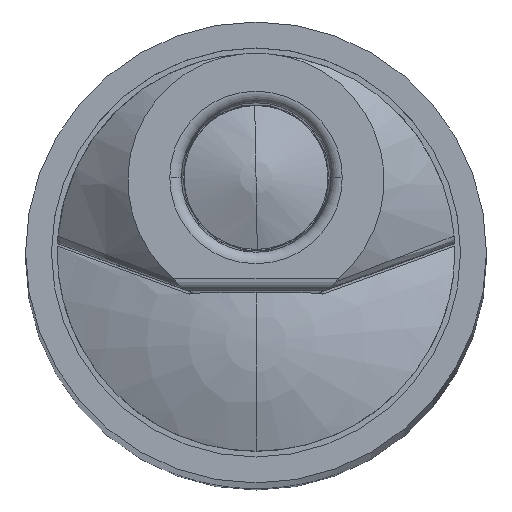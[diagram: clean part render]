
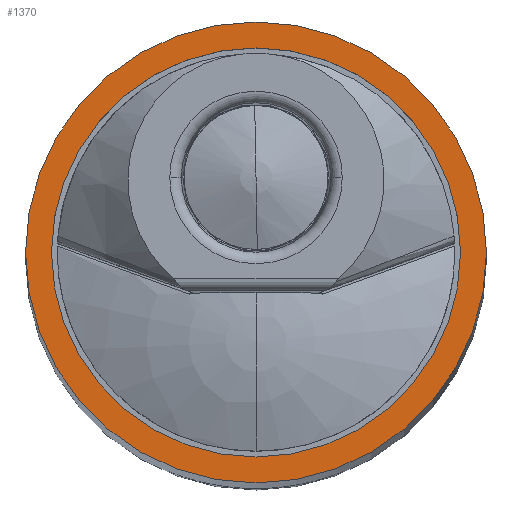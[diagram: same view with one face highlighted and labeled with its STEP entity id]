
A CAD part, top view. The second image highlights one B-rep face of the part: STEP entity #1370.
In plain terms, the highlighted planar face has unit normal (0, 0, 1).
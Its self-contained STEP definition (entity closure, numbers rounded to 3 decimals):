
#115=CARTESIAN_POINT('',(0.,0.,-0.6));
#116=DIRECTION('',(0.,0.,-1.));
#117=DIRECTION('',(-1.,0.,0.));
#118=AXIS2_PLACEMENT_3D('',#115,#116,#117);
#120=CARTESIAN_POINT('',(0.,0.,-0.6));
#121=DIRECTION('',(0.,0.,-1.));
#122=DIRECTION('',(1.,0.,0.));
#123=AXIS2_PLACEMENT_3D('',#120,#121,#122);
#125=CARTESIAN_POINT('',(0.,0.,-0.6));
#126=DIRECTION('',(0.,0.,1.));
#127=DIRECTION('',(-1.,0.,0.));
#128=AXIS2_PLACEMENT_3D('',#125,#126,#127);
#130=CARTESIAN_POINT('',(0.,0.,-0.6));
#131=DIRECTION('',(0.,0.,1.));
#132=DIRECTION('',(1.,0.,0.));
#133=AXIS2_PLACEMENT_3D('',#130,#131,#132);
#1184=CARTESIAN_POINT('',(-1.775,0.,-0.6));
#1185=CARTESIAN_POINT('',(1.775,0.,-0.6));
#1186=VERTEX_POINT('',#1184);
#1187=VERTEX_POINT('',#1185);
#1188=CARTESIAN_POINT('',(-2.,0.,-0.6));
#1189=CARTESIAN_POINT('',(2.,0.,-0.6));
#1190=VERTEX_POINT('',#1188);
#1191=VERTEX_POINT('',#1189);
#1355=CARTESIAN_POINT('',(0.,0.,-0.6));
#1356=DIRECTION('',(0.,0.,1.));
#1357=DIRECTION('',(1.,0.,0.));
#1358=AXIS2_PLACEMENT_3D('',#1355,#1356,#1357);
#1359=PLANE('',#1358);
#1361=ORIENTED_EDGE('',*,*,#1360,.T.);
#1363=ORIENTED_EDGE('',*,*,#1362,.T.);
#1364=EDGE_LOOP('',(#1361,#1363));
#1365=FACE_OUTER_BOUND('',#1364,.F.);
#1366=ORIENTED_EDGE('',*,*,#1335,.T.);
#1367=ORIENTED_EDGE('',*,*,#1349,.T.);
#1368=EDGE_LOOP('',(#1366,#1367));
#1369=FACE_BOUND('',#1368,.F.);
#1370=ADVANCED_FACE('',(#1365,#1369),#1359,.T.);
#119=CIRCLE('',#118,2.);
#124=CIRCLE('',#123,2.);
#129=CIRCLE('',#128,1.775);
#134=CIRCLE('',#133,1.775);
#1335=EDGE_CURVE('',#1186,#1187,#129,.T.);
#1349=EDGE_CURVE('',#1187,#1186,#134,.T.);
#1360=EDGE_CURVE('',#1190,#1191,#119,.T.);
#1362=EDGE_CURVE('',#1191,#1190,#124,.T.);
